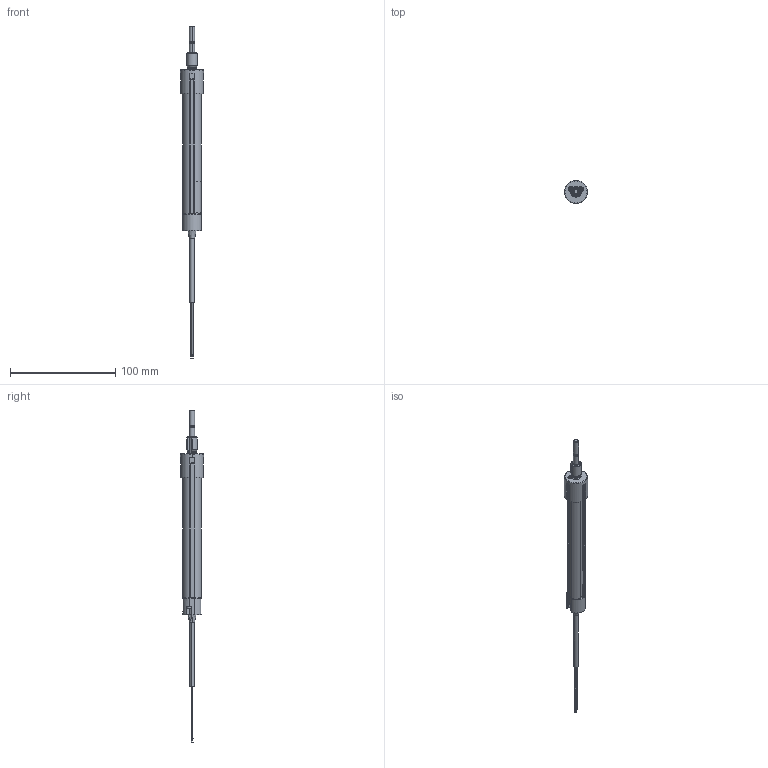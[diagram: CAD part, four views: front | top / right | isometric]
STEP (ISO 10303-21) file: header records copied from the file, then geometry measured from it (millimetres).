
FILE_DESCRIPTION (( 'STEP AP214' ), '1' );
FILE_NAME ('TEX-0100-418-002-302_retracted.STEP', '2014-07-11T08:44:00', ( 'dummy' ), ( 'Microsoft' ), 'SwSTEP 2.0', 'SolidWorks 2013', '' );
FILE_SCHEMA (( 'AUTOMOTIVE_DESIGN' ));
Length unit declared in the file: millimetre
Products named in the file (1): TEX-0100-418-002-302_retracted
Bounding box: 22 x 22 x 316 mm (x, y, z)
Surface area: 18540 mm2 (no closed solid volume)
Topology: 0 solids, 35 shells, 411 faces, 1436 edges, 1038 vertices
Faces by surface type: cylinder 152, plane 150, torus 46, bspline 36, cone 27
Entity records: 21511 total; most frequent: CARTESIAN_POINT 5027, DIRECTION 2578, ORIENTED_EDGE 2122, EDGE_CURVE 1436, VERTEX_POINT 1038, AXIS2_PLACEMENT_3D 938, VECTOR 702, LINE 702
